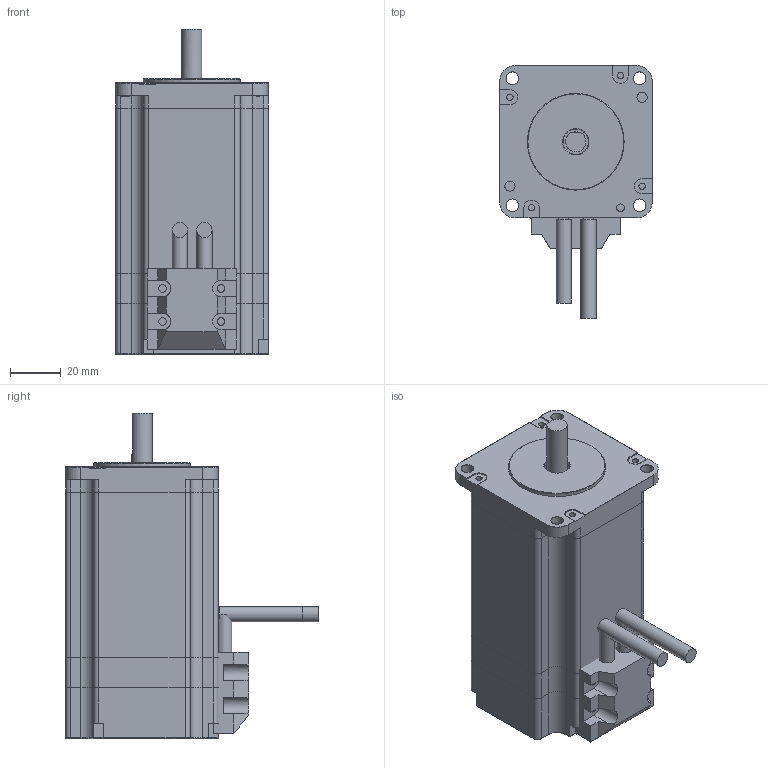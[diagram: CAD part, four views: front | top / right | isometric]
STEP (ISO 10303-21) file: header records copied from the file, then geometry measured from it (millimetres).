
FILE_DESCRIPTION(/* description */ (''),/* implementation_level */ '2;1');
FILE_NAME(/* name */ 'MP3-60T088.step',/* time_stamp */ '2021-07-28T12:53:29+08:00',/* author */ (''),/* organization */ (''),/* preprocessor_version */ 'ST-DEVELOPER v16',/* originating_system */ 'SIEMENS PLM Software NX 10.0',/* authorisation */ '');
FILE_SCHEMA (('AUTOMOTIVE_DESIGN { 1 0 10303 214 3 1 1 1 }'));
Length unit declared in the file: millimetre
Products named in the file (1): MP3-60T088
Bounding box: 60 x 99.46 x 128 mm (x, y, z)
Volume: 352591.4 mm3; surface area: 67313 mm2
Topology: 12 solids, 12 shells, 292 faces, 764 edges, 501 vertices
Faces by surface type: plane 158, cylinder 124, torus 8, cone 2
Full cylindrical faces by diameter (mm): 2.5 x12, 3 x5, 4 x2, 5 x8, 6 x4, 8 x1, 10 x3, 38.1 x1
Entity records: 8930 total; most frequent: CARTESIAN_POINT 1566, DIRECTION 1549, ORIENTED_EDGE 1426, EDGE_CURVE 713, AXIS2_PLACEMENT_3D 547, VERTEX_POINT 488, LINE 455, VECTOR 455
